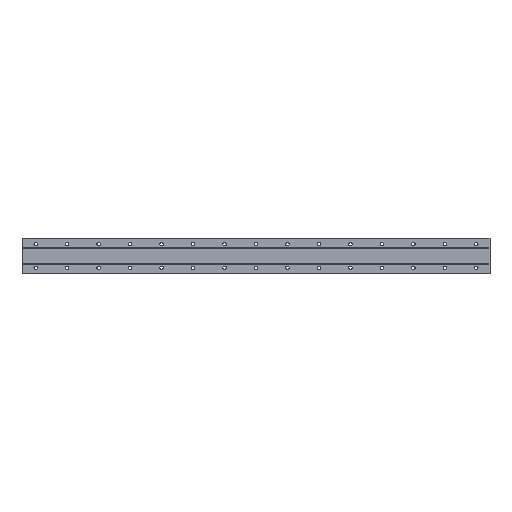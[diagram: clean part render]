
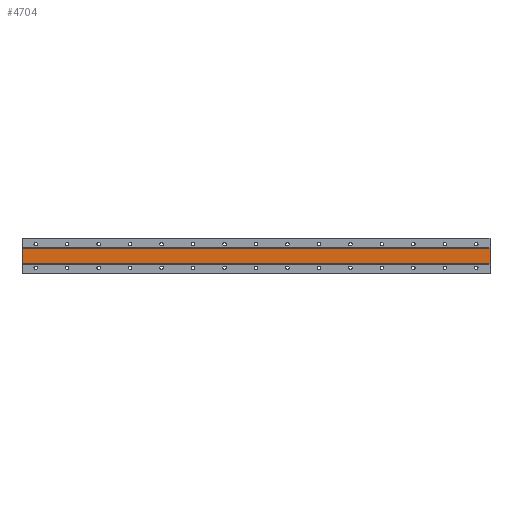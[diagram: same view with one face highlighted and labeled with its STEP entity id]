
A CAD part, front view. The second image highlights one B-rep face of the part: STEP entity #4704.
In plain terms, the highlighted planar face has unit normal (0, -1, 0).
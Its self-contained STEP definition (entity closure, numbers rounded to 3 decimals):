
#82 = LINE ( 'NONE', #1365, #1135 ) ;
#169 = ORIENTED_EDGE ( 'NONE', *, *, #3944, .F. ) ;
#229 = DIRECTION ( 'NONE',  ( 0., 0., 1. ) ) ;
#810 = ORIENTED_EDGE ( 'NONE', *, *, #2223, .F. ) ;
#862 = EDGE_CURVE ( 'NONE', #2449, #2305, #1953, .T. ) ;
#1061 = DIRECTION ( 'NONE',  ( 0., 1., 0. ) ) ;
#1134 = VECTOR ( 'NONE', #4693, 1000. ) ;
#1135 = VECTOR ( 'NONE', #3143, 1000. ) ;
#1152 = FACE_OUTER_BOUND ( 'NONE', #3737, .T. ) ;
#1365 = CARTESIAN_POINT ( 'NONE',  ( -35., 1., 20. ) ) ;
#1440 = ORIENTED_EDGE ( 'NONE', *, *, #862, .F. ) ;
#1903 = VECTOR ( 'NONE', #5382, 1000. ) ;
#1953 = LINE ( 'NONE', #2870, #1134 ) ;
#2006 = CARTESIAN_POINT ( 'NONE',  ( 1155., 1., 20. ) ) ;
#2034 = PLANE ( 'NONE',  #2310 ) ;
#2223 = EDGE_CURVE ( 'NONE', #4461, #3015, #3605, .T. ) ;
#2241 = EDGE_CURVE ( 'NONE', #2305, #4461, #2321, .T. ) ;
#2305 = VERTEX_POINT ( 'NONE', #2006 ) ;
#2310 = AXIS2_PLACEMENT_3D ( 'NONE', #2440, #1061, #229 ) ;
#2321 = LINE ( 'NONE', #4099, #3302 ) ;
#2440 = CARTESIAN_POINT ( 'NONE',  ( 1155., 1., 20. ) ) ;
#2449 = VERTEX_POINT ( 'NONE', #2803 ) ;
#2803 = CARTESIAN_POINT ( 'NONE',  ( -35., 1., 20. ) ) ;
#2870 = CARTESIAN_POINT ( 'NONE',  ( 1155., 1., 20. ) ) ;
#3015 = VERTEX_POINT ( 'NONE', #3016 ) ;
#3016 = CARTESIAN_POINT ( 'NONE',  ( -35., 1., -20. ) ) ;
#3143 = DIRECTION ( 'NONE',  ( 0., 0., 1. ) ) ;
#3302 = VECTOR ( 'NONE', #3524, 1000. ) ;
#3524 = DIRECTION ( 'NONE',  ( 0., 0., -1. ) ) ;
#3605 = LINE ( 'NONE', #4519, #1903 ) ;
#3737 = EDGE_LOOP ( 'NONE', ( #810, #4405, #1440, #169 ) ) ;
#3944 = EDGE_CURVE ( 'NONE', #3015, #2449, #82, .T. ) ;
#4099 = CARTESIAN_POINT ( 'NONE',  ( 1155., 1., 20. ) ) ;
#4405 = ORIENTED_EDGE ( 'NONE', *, *, #2241, .F. ) ;
#4461 = VERTEX_POINT ( 'NONE', #5326 ) ;
#4519 = CARTESIAN_POINT ( 'NONE',  ( 1155., 1., -20. ) ) ;
#4693 = DIRECTION ( 'NONE',  ( 1., 0., 0. ) ) ;
#4704 = ADVANCED_FACE ( 'NONE', ( #1152 ), #2034, .F. ) ;
#5326 = CARTESIAN_POINT ( 'NONE',  ( 1155., 1., -20. ) ) ;
#5382 = DIRECTION ( 'NONE',  ( -1., 0., 0. ) ) ;
